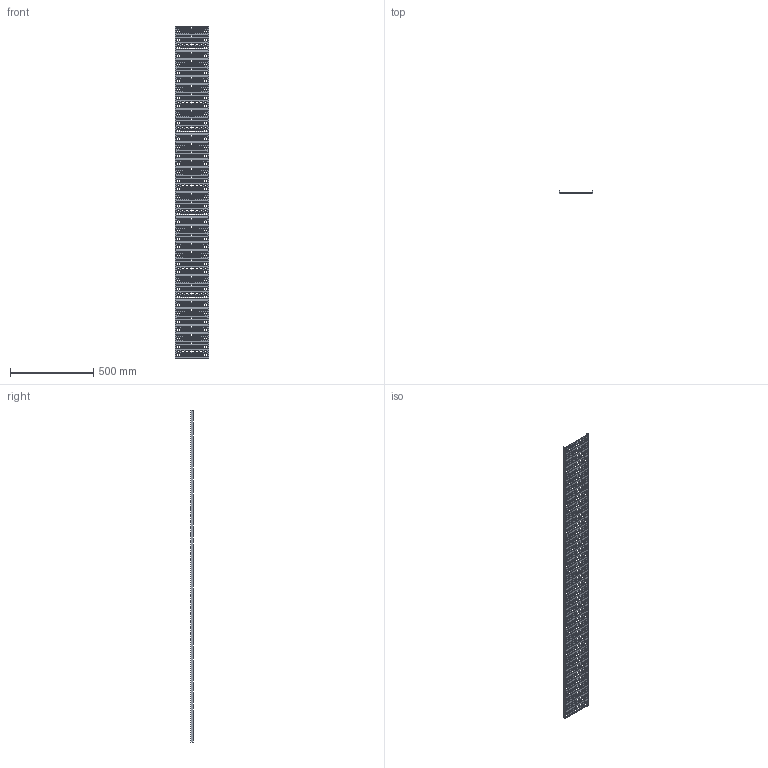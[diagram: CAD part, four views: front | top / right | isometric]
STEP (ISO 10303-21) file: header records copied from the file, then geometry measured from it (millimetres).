
FILE_DESCRIPTION (( 'STEP AP214' ), '1' );
FILE_NAME ('6045766.stp', '2017-06-06T06:43:30', ( '' ), ( '' ), 'SwSTEP 2.0', 'SolidWorks 2016', '' );
FILE_SCHEMA (( 'AUTOMOTIVE_DESIGN' ));
Products named in the file (1): 6045766
Bounding box: 200 x 15 x 2000 mm (x, y, z)
Volume: 669387.3 mm3; surface area: 764675.7 mm2
Topology: 1 solids, 1 shells, 4138 faces, 12408 edges, 8272 vertices
Faces by surface type: cylinder 2360, plane 1778
Entity records: 144786 total; most frequent: DIRECTION 25406, CARTESIAN_POINT 24819, ORIENTED_EDGE 24816, EDGE_CURVE 12408, AXIS2_PLACEMENT_3D 8859, VERTEX_POINT 8272, LINE 7688, VECTOR 7688
